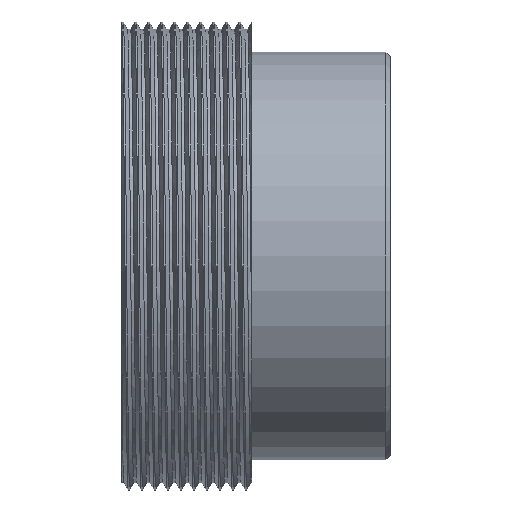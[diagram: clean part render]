
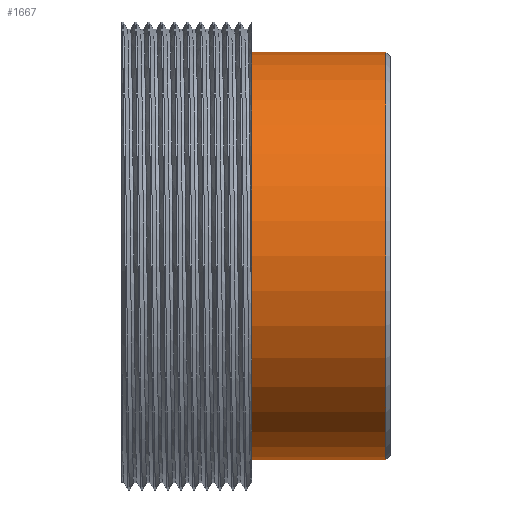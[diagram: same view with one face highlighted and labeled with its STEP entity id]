
A CAD part, front view. The second image highlights one B-rep face of the part: STEP entity #1667.
In plain terms, the highlighted cylindrical face has radius 23.5 mm (diameter 47 mm), a partial arc.
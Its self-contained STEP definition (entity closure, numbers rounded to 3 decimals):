
#73 = VECTOR ( 'NONE', #2130, 1000. ) ;
#115 = DIRECTION ( 'NONE',  ( 0., 0., 1. ) ) ;
#163 = CARTESIAN_POINT ( 'NONE',  ( -36.703, 0., -23.5 ) ) ;
#687 = DIRECTION ( 'NONE',  ( -1., 0., 0. ) ) ;
#758 = DIRECTION ( 'NONE',  ( -1., 0., 0. ) ) ;
#865 = AXIS2_PLACEMENT_3D ( 'NONE', #1064, #2524, #3056 ) ;
#874 = VERTEX_POINT ( 'NONE', #1771 ) ;
#900 = VERTEX_POINT ( 'NONE', #4308 ) ;
#922 = EDGE_LOOP ( 'NONE', ( #5855, #5592, #5958, #3134 ) ) ;
#1064 = CARTESIAN_POINT ( 'NONE',  ( -36.703, 0., 0. ) ) ;
#1510 = EDGE_CURVE ( 'NONE', #900, #874, #5168, .T. ) ;
#1647 = VECTOR ( 'NONE', #758, 1000. ) ;
#1667 = ADVANCED_FACE ( 'NONE', ( #3668 ), #4066, .T. ) ;
#1682 = EDGE_CURVE ( 'NONE', #4210, #874, #6247, .T. ) ;
#1684 = DIRECTION ( 'NONE',  ( 0., 0., -1. ) ) ;
#1712 = VERTEX_POINT ( 'NONE', #5164 ) ;
#1771 = CARTESIAN_POINT ( 'NONE',  ( 7.5, 0., 23.5 ) ) ;
#2130 = DIRECTION ( 'NONE',  ( -1., 0., 0. ) ) ;
#2272 = CARTESIAN_POINT ( 'NONE',  ( 7.5, 0., -23.5 ) ) ;
#2401 = AXIS2_PLACEMENT_3D ( 'NONE', #5044, #4531, #115 ) ;
#2524 = DIRECTION ( 'NONE',  ( -1., 0., 0. ) ) ;
#2640 = LINE ( 'NONE', #163, #73 ) ;
#3056 = DIRECTION ( 'NONE',  ( 0., 0., 1. ) ) ;
#3134 = ORIENTED_EDGE ( 'NONE', *, *, #1682, .F. ) ;
#3668 = FACE_OUTER_BOUND ( 'NONE', #922, .T. ) ;
#3747 = EDGE_CURVE ( 'NONE', #1712, #4210, #2640, .T. ) ;
#3953 = EDGE_CURVE ( 'NONE', #1712, #900, #6199, .T. ) ;
#4066 = CYLINDRICAL_SURFACE ( 'NONE', #865, 23.5 ) ;
#4210 = VERTEX_POINT ( 'NONE', #2272 ) ;
#4308 = CARTESIAN_POINT ( 'NONE',  ( 23., 0., 23.5 ) ) ;
#4531 = DIRECTION ( 'NONE',  ( -1., 0., 0. ) ) ;
#4648 = AXIS2_PLACEMENT_3D ( 'NONE', #5097, #687, #1684 ) ;
#5044 = CARTESIAN_POINT ( 'NONE',  ( 7.5, 0., 0. ) ) ;
#5097 = CARTESIAN_POINT ( 'NONE',  ( 23., 0., 0. ) ) ;
#5164 = CARTESIAN_POINT ( 'NONE',  ( 23., 0., -23.5 ) ) ;
#5168 = LINE ( 'NONE', #5231, #1647 ) ;
#5231 = CARTESIAN_POINT ( 'NONE',  ( -36.703, 0., 23.5 ) ) ;
#5592 = ORIENTED_EDGE ( 'NONE', *, *, #3953, .T. ) ;
#5855 = ORIENTED_EDGE ( 'NONE', *, *, #3747, .F. ) ;
#5958 = ORIENTED_EDGE ( 'NONE', *, *, #1510, .T. ) ;
#6199 = CIRCLE ( 'NONE', #4648, 23.5 ) ;
#6247 = CIRCLE ( 'NONE', #2401, 23.5 ) ;
